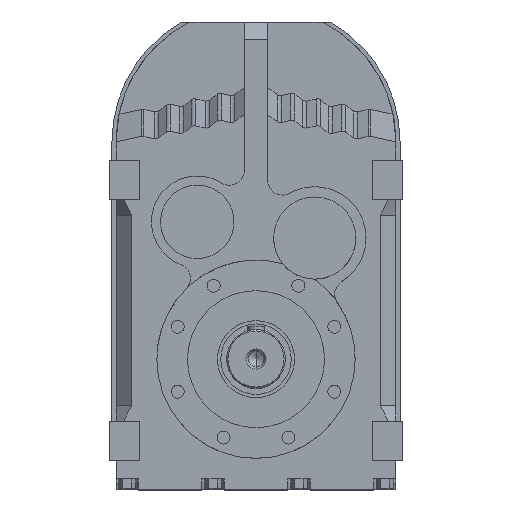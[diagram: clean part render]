
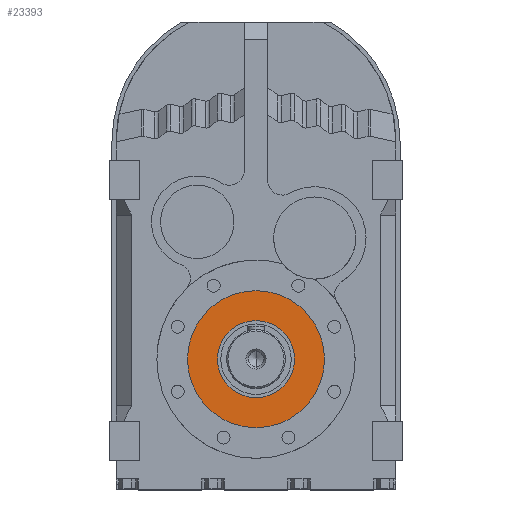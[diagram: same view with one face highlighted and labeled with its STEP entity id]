
A CAD part, top view. The second image highlights one B-rep face of the part: STEP entity #23393.
In plain terms, the highlighted planar face has unit normal (0, 0, 1).
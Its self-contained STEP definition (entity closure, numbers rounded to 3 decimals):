
#21649 = CYLINDRICAL_SURFACE('',#21650,105.);
#21650 = AXIS2_PLACEMENT_3D('',#21651,#21652,#21653);
#21651 = CARTESIAN_POINT('',(0.,-332.4,110.123));
#21652 = DIRECTION('',(0.,0.,1.));
#21653 = DIRECTION('',(1.,0.,0.));
#21675 = CYLINDRICAL_SURFACE('',#21676,105.);
#21676 = AXIS2_PLACEMENT_3D('',#21677,#21678,#21679);
#21677 = CARTESIAN_POINT('',(0.,-332.4,110.123));
#21678 = DIRECTION('',(0.,0.,1.));
#21679 = DIRECTION('',(1.,0.,0.));
#22289 = CYLINDRICAL_SURFACE('',#22290,59.);
#22290 = AXIS2_PLACEMENT_3D('',#22291,#22292,#22293);
#22291 = CARTESIAN_POINT('',(0.,-332.4,110.123));
#22292 = DIRECTION('',(0.,0.,1.));
#22293 = DIRECTION('',(1.,0.,0.));
#22319 = CYLINDRICAL_SURFACE('',#22320,59.);
#22320 = AXIS2_PLACEMENT_3D('',#22321,#22322,#22323);
#22321 = CARTESIAN_POINT('',(0.,-332.4,110.123));
#22322 = DIRECTION('',(0.,0.,1.));
#22323 = DIRECTION('',(1.,0.,0.));
#22574 = EDGE_CURVE('',#22575,#22577,#22579,.T.);
#22575 = VERTEX_POINT('',#22576);
#22576 = CARTESIAN_POINT('',(-105.,-332.4,308.));
#22577 = VERTEX_POINT('',#22578);
#22578 = CARTESIAN_POINT('',(105.,-332.4,308.));
#22579 = SURFACE_CURVE('',#22580,(#22585,#22591),.PCURVE_S1.);
#22580 = CIRCLE('',#22581,105.);
#22581 = AXIS2_PLACEMENT_3D('',#22582,#22583,#22584);
#22582 = CARTESIAN_POINT('',(0.,-332.4,308.));
#22583 = DIRECTION('',(0.,0.,1.));
#22584 = DIRECTION('',(1.,0.,0.));
#22585 = PCURVE('',#21675,#22586);
#22586 = DEFINITIONAL_REPRESENTATION('',(#22587),#22590);
#22587 = B_SPLINE_CURVE_WITH_KNOTS('',1,(#22588,#22589),.UNSPECIFIED.,
  .F.,.F.,(2,2),(3.142,6.283),.PIECEWISE_BEZIER_KNOTS.);
#22588 = CARTESIAN_POINT('',(3.142,197.877));
#22589 = CARTESIAN_POINT('',(6.283,197.877));
#22590 = ( GEOMETRIC_REPRESENTATION_CONTEXT(2) 
PARAMETRIC_REPRESENTATION_CONTEXT() REPRESENTATION_CONTEXT('2D SPACE',''
  ) );
#22591 = PCURVE('',#22592,#22597);
#22592 = PLANE('',#22593);
#22593 = AXIS2_PLACEMENT_3D('',#22594,#22595,#22596);
#22594 = CARTESIAN_POINT('',(0.,-227.4,308.));
#22595 = DIRECTION('',(0.,0.,1.));
#22596 = DIRECTION('',(1.,0.,0.));
#22597 = DEFINITIONAL_REPRESENTATION('',(#22598),#22602);
#22598 = CIRCLE('',#22599,105.);
#22599 = AXIS2_PLACEMENT_2D('',#22600,#22601);
#22600 = CARTESIAN_POINT('',(0.,-105.));
#22601 = DIRECTION('',(1.,0.));
#22602 = ( GEOMETRIC_REPRESENTATION_CONTEXT(2) 
PARAMETRIC_REPRESENTATION_CONTEXT() REPRESENTATION_CONTEXT('2D SPACE',''
  ) );
#22649 = EDGE_CURVE('',#22577,#22575,#22650,.T.);
#22650 = SURFACE_CURVE('',#22651,(#22656,#22662),.PCURVE_S1.);
#22651 = CIRCLE('',#22652,105.);
#22652 = AXIS2_PLACEMENT_3D('',#22653,#22654,#22655);
#22653 = CARTESIAN_POINT('',(0.,-332.4,308.));
#22654 = DIRECTION('',(0.,0.,1.));
#22655 = DIRECTION('',(1.,0.,0.));
#22656 = PCURVE('',#21649,#22657);
#22657 = DEFINITIONAL_REPRESENTATION('',(#22658),#22661);
#22658 = B_SPLINE_CURVE_WITH_KNOTS('',1,(#22659,#22660),.UNSPECIFIED.,
  .F.,.F.,(2,2),(0.,3.142),.PIECEWISE_BEZIER_KNOTS.);
#22659 = CARTESIAN_POINT('',(0.,197.877));
#22660 = CARTESIAN_POINT('',(3.142,197.877));
#22661 = ( GEOMETRIC_REPRESENTATION_CONTEXT(2) 
PARAMETRIC_REPRESENTATION_CONTEXT() REPRESENTATION_CONTEXT('2D SPACE',''
  ) );
#22662 = PCURVE('',#22592,#22663);
#22663 = DEFINITIONAL_REPRESENTATION('',(#22664),#22668);
#22664 = CIRCLE('',#22665,105.);
#22665 = AXIS2_PLACEMENT_2D('',#22666,#22667);
#22666 = CARTESIAN_POINT('',(0.,-105.));
#22667 = DIRECTION('',(1.,0.));
#22668 = ( GEOMETRIC_REPRESENTATION_CONTEXT(2) 
PARAMETRIC_REPRESENTATION_CONTEXT() REPRESENTATION_CONTEXT('2D SPACE',''
  ) );
#23290 = VERTEX_POINT('',#23291);
#23291 = CARTESIAN_POINT('',(59.,-332.4,308.));
#23310 = EDGE_CURVE('',#23311,#23290,#23313,.T.);
#23311 = VERTEX_POINT('',#23312);
#23312 = CARTESIAN_POINT('',(-59.,-332.4,308.));
#23313 = SURFACE_CURVE('',#23314,(#23319,#23325),.PCURVE_S1.);
#23314 = CIRCLE('',#23315,59.);
#23315 = AXIS2_PLACEMENT_3D('',#23316,#23317,#23318);
#23316 = CARTESIAN_POINT('',(0.,-332.4,308.));
#23317 = DIRECTION('',(0.,0.,1.));
#23318 = DIRECTION('',(1.,0.,0.));
#23319 = PCURVE('',#22319,#23320);
#23320 = DEFINITIONAL_REPRESENTATION('',(#23321),#23324);
#23321 = B_SPLINE_CURVE_WITH_KNOTS('',1,(#23322,#23323),.UNSPECIFIED.,
  .F.,.F.,(2,2),(3.142,6.283),.PIECEWISE_BEZIER_KNOTS.);
#23322 = CARTESIAN_POINT('',(3.142,197.877));
#23323 = CARTESIAN_POINT('',(6.283,197.877));
#23324 = ( GEOMETRIC_REPRESENTATION_CONTEXT(2) 
PARAMETRIC_REPRESENTATION_CONTEXT() REPRESENTATION_CONTEXT('2D SPACE',''
  ) );
#23325 = PCURVE('',#22592,#23326);
#23326 = DEFINITIONAL_REPRESENTATION('',(#23327),#23331);
#23327 = CIRCLE('',#23328,59.);
#23328 = AXIS2_PLACEMENT_2D('',#23329,#23330);
#23329 = CARTESIAN_POINT('',(0.,-105.));
#23330 = DIRECTION('',(1.,0.));
#23331 = ( GEOMETRIC_REPRESENTATION_CONTEXT(2) 
PARAMETRIC_REPRESENTATION_CONTEXT() REPRESENTATION_CONTEXT('2D SPACE',''
  ) );
#23356 = EDGE_CURVE('',#23290,#23311,#23357,.T.);
#23357 = SURFACE_CURVE('',#23358,(#23363,#23369),.PCURVE_S1.);
#23358 = CIRCLE('',#23359,59.);
#23359 = AXIS2_PLACEMENT_3D('',#23360,#23361,#23362);
#23360 = CARTESIAN_POINT('',(0.,-332.4,308.));
#23361 = DIRECTION('',(0.,0.,1.));
#23362 = DIRECTION('',(1.,0.,0.));
#23363 = PCURVE('',#22289,#23364);
#23364 = DEFINITIONAL_REPRESENTATION('',(#23365),#23368);
#23365 = B_SPLINE_CURVE_WITH_KNOTS('',1,(#23366,#23367),.UNSPECIFIED.,
  .F.,.F.,(2,2),(0.,3.142),.PIECEWISE_BEZIER_KNOTS.);
#23366 = CARTESIAN_POINT('',(0.,197.877));
#23367 = CARTESIAN_POINT('',(3.142,197.877));
#23368 = ( GEOMETRIC_REPRESENTATION_CONTEXT(2) 
PARAMETRIC_REPRESENTATION_CONTEXT() REPRESENTATION_CONTEXT('2D SPACE',''
  ) );
#23369 = PCURVE('',#22592,#23370);
#23370 = DEFINITIONAL_REPRESENTATION('',(#23371),#23375);
#23371 = CIRCLE('',#23372,59.);
#23372 = AXIS2_PLACEMENT_2D('',#23373,#23374);
#23373 = CARTESIAN_POINT('',(0.,-105.));
#23374 = DIRECTION('',(1.,0.));
#23375 = ( GEOMETRIC_REPRESENTATION_CONTEXT(2) 
PARAMETRIC_REPRESENTATION_CONTEXT() REPRESENTATION_CONTEXT('2D SPACE',''
  ) );
#23393 = ADVANCED_FACE('',(#23394,#23398),#22592,.T.);
#23394 = FACE_BOUND('',#23395,.T.);
#23395 = EDGE_LOOP('',(#23396,#23397));
#23396 = ORIENTED_EDGE('',*,*,#22649,.T.);
#23397 = ORIENTED_EDGE('',*,*,#22574,.T.);
#23398 = FACE_BOUND('',#23399,.T.);
#23399 = EDGE_LOOP('',(#23400,#23401));
#23400 = ORIENTED_EDGE('',*,*,#23356,.F.);
#23401 = ORIENTED_EDGE('',*,*,#23310,.F.);
